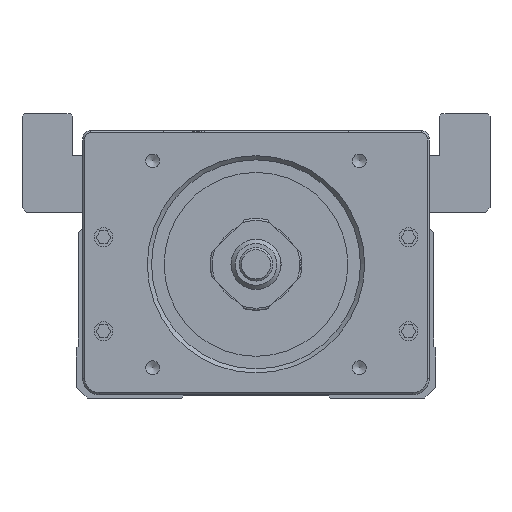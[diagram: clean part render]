
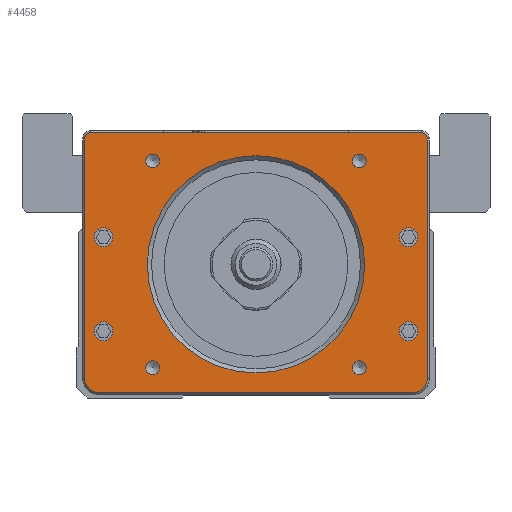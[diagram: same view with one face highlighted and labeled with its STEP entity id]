
A CAD part, front view. The second image highlights one B-rep face of the part: STEP entity #4458.
In plain terms, the highlighted planar face has unit normal (0, -1, 0).
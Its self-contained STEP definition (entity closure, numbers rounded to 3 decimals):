
#1810=FACE_BOUND('',#9386,.T.);
#1811=FACE_BOUND('',#9387,.T.);
#1812=FACE_BOUND('',#9388,.T.);
#1813=FACE_BOUND('',#9389,.T.);
#1814=FACE_BOUND('',#9390,.T.);
#1815=FACE_BOUND('',#9391,.T.);
#1816=FACE_BOUND('',#9392,.T.);
#1817=FACE_BOUND('',#9393,.T.);
#1818=FACE_BOUND('',#9394,.T.);
#1819=FACE_BOUND('',#9395,.T.);
#2926=CIRCLE('',#35552,26.);
#2927=CIRCLE('',#35553,1.65);
#2928=CIRCLE('',#35554,1.65);
#2929=CIRCLE('',#35555,1.65);
#2930=CIRCLE('',#35556,1.65);
#2931=CIRCLE('',#35557,1.5);
#2932=CIRCLE('',#35558,1.5);
#2933=CIRCLE('',#35559,3.5);
#2934=CIRCLE('',#35560,3.5);
#2935=CIRCLE('',#35561,2.25);
#2936=CIRCLE('',#35562,2.25);
#2937=CIRCLE('',#35563,2.25);
#2938=CIRCLE('',#35564,2.25);
#4458=ADVANCED_FACE('',(#1810,#1811,#1812,#1813,#1814,#1815,#1816,#1817,
#1818,#1819),#5948,.F.);
#5948=PLANE('',#35565);
#9386=EDGE_LOOP('',(#16448));
#9387=EDGE_LOOP('',(#16449));
#9388=EDGE_LOOP('',(#16450));
#9389=EDGE_LOOP('',(#16451));
#9390=EDGE_LOOP('',(#16452));
#9391=EDGE_LOOP('',(#16453,#16454,#16455,#16456,#16457,#16458,#16459,#16460));
#9392=EDGE_LOOP('',(#16461));
#9393=EDGE_LOOP('',(#16462));
#9394=EDGE_LOOP('',(#16463));
#9395=EDGE_LOOP('',(#16464));
#16448=ORIENTED_EDGE('',*,*,#25759,.T.);
#16449=ORIENTED_EDGE('',*,*,#25760,.T.);
#16450=ORIENTED_EDGE('',*,*,#25761,.T.);
#16451=ORIENTED_EDGE('',*,*,#25762,.T.);
#16452=ORIENTED_EDGE('',*,*,#25763,.T.);
#16453=ORIENTED_EDGE('',*,*,#25764,.T.);
#16454=ORIENTED_EDGE('',*,*,#25765,.T.);
#16455=ORIENTED_EDGE('',*,*,#25766,.T.);
#16456=ORIENTED_EDGE('',*,*,#25767,.T.);
#16457=ORIENTED_EDGE('',*,*,#25768,.T.);
#16458=ORIENTED_EDGE('',*,*,#25769,.T.);
#16459=ORIENTED_EDGE('',*,*,#25770,.T.);
#16460=ORIENTED_EDGE('',*,*,#25771,.T.);
#16461=ORIENTED_EDGE('',*,*,#25772,.T.);
#16462=ORIENTED_EDGE('',*,*,#25773,.T.);
#16463=ORIENTED_EDGE('',*,*,#25774,.T.);
#16464=ORIENTED_EDGE('',*,*,#25775,.T.);
#21671=VERTEX_POINT('',#54010);
#21672=VERTEX_POINT('',#54012);
#21673=VERTEX_POINT('',#54014);
#21674=VERTEX_POINT('',#54016);
#21675=VERTEX_POINT('',#54018);
#21676=VERTEX_POINT('',#54020);
#21677=VERTEX_POINT('',#54021);
#21678=VERTEX_POINT('',#54023);
#21679=VERTEX_POINT('',#54025);
#21680=VERTEX_POINT('',#54027);
#21681=VERTEX_POINT('',#54029);
#21682=VERTEX_POINT('',#54031);
#21683=VERTEX_POINT('',#54033);
#21684=VERTEX_POINT('',#54036);
#21685=VERTEX_POINT('',#54038);
#21686=VERTEX_POINT('',#54040);
#21687=VERTEX_POINT('',#54042);
#25759=EDGE_CURVE('',#21671,#21671,#2926,.T.);
#25760=EDGE_CURVE('',#21672,#21672,#2927,.T.);
#25761=EDGE_CURVE('',#21673,#21673,#2928,.T.);
#25762=EDGE_CURVE('',#21674,#21674,#2929,.T.);
#25763=EDGE_CURVE('',#21675,#21675,#2930,.T.);
#25764=EDGE_CURVE('',#21676,#21677,#29420,.T.);
#25765=EDGE_CURVE('',#21677,#21678,#2931,.T.);
#25766=EDGE_CURVE('',#21678,#21679,#29421,.T.);
#25767=EDGE_CURVE('',#21679,#21680,#2932,.T.);
#25768=EDGE_CURVE('',#21680,#21681,#29422,.T.);
#25769=EDGE_CURVE('',#21681,#21682,#2933,.T.);
#25770=EDGE_CURVE('',#21682,#21683,#29423,.T.);
#25771=EDGE_CURVE('',#21683,#21676,#2934,.T.);
#25772=EDGE_CURVE('',#21684,#21684,#2935,.T.);
#25773=EDGE_CURVE('',#21685,#21685,#2936,.T.);
#25774=EDGE_CURVE('',#21686,#21686,#2937,.T.);
#25775=EDGE_CURVE('',#21687,#21687,#2938,.T.);
#29420=LINE('',#54019,#32695);
#29421=LINE('',#54024,#32696);
#29422=LINE('',#54028,#32697);
#29423=LINE('',#54032,#32698);
#32695=VECTOR('',#42758,1.);
#32696=VECTOR('',#42761,1.);
#32697=VECTOR('',#42764,1.);
#32698=VECTOR('',#42767,1.);
#35552=AXIS2_PLACEMENT_3D('',#54009,#42748,#42749);
#35553=AXIS2_PLACEMENT_3D('',#54011,#42750,#42751);
#35554=AXIS2_PLACEMENT_3D('',#54013,#42752,#42753);
#35555=AXIS2_PLACEMENT_3D('',#54015,#42754,#42755);
#35556=AXIS2_PLACEMENT_3D('',#54017,#42756,#42757);
#35557=AXIS2_PLACEMENT_3D('',#54022,#42759,#42760);
#35558=AXIS2_PLACEMENT_3D('',#54026,#42762,#42763);
#35559=AXIS2_PLACEMENT_3D('',#54030,#42765,#42766);
#35560=AXIS2_PLACEMENT_3D('',#54034,#42768,#42769);
#35561=AXIS2_PLACEMENT_3D('',#54035,#42770,#42771);
#35562=AXIS2_PLACEMENT_3D('',#54037,#42772,#42773);
#35563=AXIS2_PLACEMENT_3D('',#54039,#42774,#42775);
#35564=AXIS2_PLACEMENT_3D('',#54041,#42776,#42777);
#35565=AXIS2_PLACEMENT_3D('',#54043,#42778,#42779);
#42748=DIRECTION('',(0.,1.,0.));
#42749=DIRECTION('',(0.,0.,1.));
#42750=DIRECTION('',(0.,1.,0.));
#42751=DIRECTION('',(0.,0.,1.));
#42752=DIRECTION('',(0.,1.,0.));
#42753=DIRECTION('',(0.,0.,1.));
#42754=DIRECTION('',(0.,1.,0.));
#42755=DIRECTION('',(0.,0.,1.));
#42756=DIRECTION('',(0.,1.,0.));
#42757=DIRECTION('',(0.,0.,1.));
#42758=DIRECTION('',(0.,0.,1.));
#42759=DIRECTION('',(0.,-1.,0.));
#42760=DIRECTION('',(0.,0.,1.));
#42761=DIRECTION('',(-1.,0.,0.));
#42762=DIRECTION('',(0.,-1.,0.));
#42763=DIRECTION('',(0.,0.,1.));
#42764=DIRECTION('',(0.,0.,-1.));
#42765=DIRECTION('',(0.,-1.,0.));
#42766=DIRECTION('',(0.,0.,1.));
#42767=DIRECTION('',(1.,0.,0.));
#42768=DIRECTION('',(0.,-1.,0.));
#42769=DIRECTION('',(0.,0.,1.));
#42770=DIRECTION('',(0.,1.,0.));
#42771=DIRECTION('',(0.,0.,1.));
#42772=DIRECTION('',(0.,1.,0.));
#42773=DIRECTION('',(0.,0.,1.));
#42774=DIRECTION('',(0.,1.,0.));
#42775=DIRECTION('',(0.,0.,1.));
#42776=DIRECTION('',(0.,1.,0.));
#42777=DIRECTION('',(0.,0.,1.));
#42778=DIRECTION('',(0.,1.,0.));
#42779=DIRECTION('',(0.,0.,-1.));
#54009=CARTESIAN_POINT('',(0.,-236.633,32.));
#54010=CARTESIAN_POINT('',(0.,-236.633,58.));
#54011=CARTESIAN_POINT('',(-24.749,-236.633,56.749));
#54012=CARTESIAN_POINT('',(-24.749,-236.633,58.399));
#54013=CARTESIAN_POINT('',(-24.749,-236.633,7.251));
#54014=CARTESIAN_POINT('',(-24.749,-236.633,8.901));
#54015=CARTESIAN_POINT('',(24.749,-236.633,7.251));
#54016=CARTESIAN_POINT('',(24.749,-236.633,8.901));
#54017=CARTESIAN_POINT('',(24.749,-236.633,56.749));
#54018=CARTESIAN_POINT('',(24.749,-236.633,58.399));
#54019=CARTESIAN_POINT('',(41.,-236.633,60.));
#54020=CARTESIAN_POINT('',(41.,-236.633,4.8));
#54021=CARTESIAN_POINT('',(41.,-236.633,62.));
#54022=CARTESIAN_POINT('',(39.5,-236.633,62.));
#54023=CARTESIAN_POINT('',(39.5,-236.633,63.5));
#54024=CARTESIAN_POINT('',(39.,-236.633,63.5));
#54025=CARTESIAN_POINT('',(-39.5,-236.633,63.5));
#54026=CARTESIAN_POINT('',(-39.5,-236.633,62.));
#54027=CARTESIAN_POINT('',(-41.,-236.633,62.));
#54028=CARTESIAN_POINT('',(-41.,-236.633,60.));
#54029=CARTESIAN_POINT('',(-41.,-236.633,4.8));
#54030=CARTESIAN_POINT('',(-37.5,-236.633,4.8));
#54031=CARTESIAN_POINT('',(-37.5,-236.633,1.3));
#54032=CARTESIAN_POINT('',(39.,-236.633,1.3));
#54033=CARTESIAN_POINT('',(37.5,-236.633,1.3));
#54034=CARTESIAN_POINT('',(37.5,-236.633,4.8));
#54035=CARTESIAN_POINT('',(-36.5,-236.633,38.5));
#54036=CARTESIAN_POINT('',(-36.5,-236.633,40.75));
#54037=CARTESIAN_POINT('',(-36.5,-236.633,16.));
#54038=CARTESIAN_POINT('',(-36.5,-236.633,18.25));
#54039=CARTESIAN_POINT('',(36.5,-236.633,38.5));
#54040=CARTESIAN_POINT('',(36.5,-236.633,40.75));
#54041=CARTESIAN_POINT('',(36.5,-236.633,16.));
#54042=CARTESIAN_POINT('',(36.5,-236.633,18.25));
#54043=CARTESIAN_POINT('',(39.,-236.633,60.));
